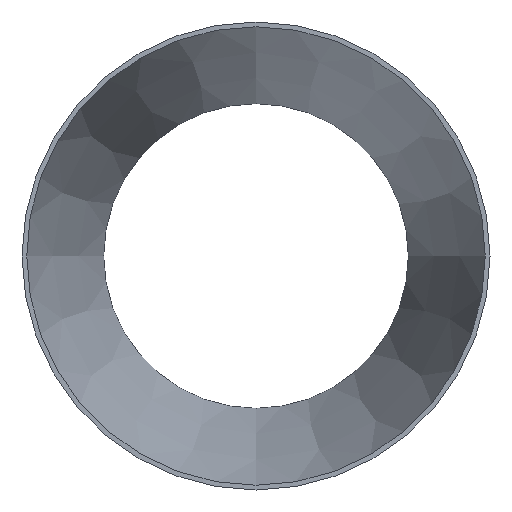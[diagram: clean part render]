
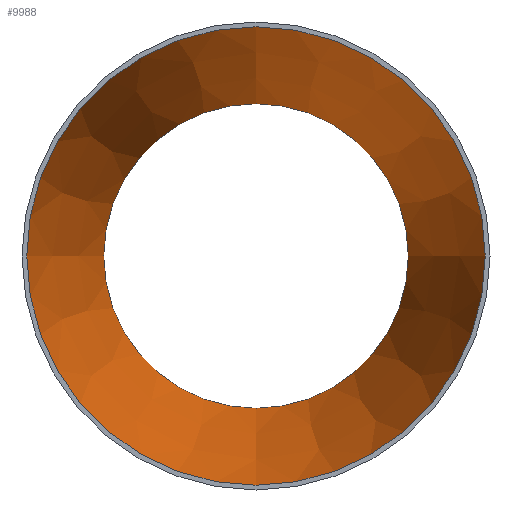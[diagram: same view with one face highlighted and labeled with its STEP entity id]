
A CAD part, front view. The second image highlights one B-rep face of the part: STEP entity #9988.
In plain terms, the highlighted conical face has half-angle 13.837 degrees and reference radius 148.91 mm.
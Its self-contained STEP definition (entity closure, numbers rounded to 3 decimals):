
#483 = AXIS2_PLACEMENT_3D ( 'NONE', #22128, #25098, #13141 ) ;
#908 = ORIENTED_EDGE ( 'NONE', *, *, #15418, .F. ) ;
#1779 = FACE_BOUND ( 'NONE', #20879, .T. ) ;
#4215 = VERTEX_POINT ( 'NONE', #12788 ) ;
#5699 = DIRECTION ( 'NONE',  ( 0., 0., -1. ) ) ;
#9988 = ADVANCED_FACE ( 'NONE', ( #1779, #24353 ), #34420, .F. ) ;
#12788 = CARTESIAN_POINT ( 'NONE',  ( 0., 0., -148.91 ) ) ;
#12966 = CARTESIAN_POINT ( 'NONE',  ( 0., 203., -98.91 ) ) ;
#13141 = DIRECTION ( 'NONE',  ( 0., 0., -1. ) ) ;
#13908 = CARTESIAN_POINT ( 'NONE',  ( 0., 203., 0. ) ) ;
#14231 = EDGE_LOOP ( 'NONE', ( #34318 ) ) ;
#15418 = EDGE_CURVE ( 'NONE', #32918, #32918, #18839, .T. ) ;
#16821 = AXIS2_PLACEMENT_3D ( 'NONE', #20701, #31876, #32053 ) ;
#18839 = CIRCLE ( 'NONE', #29561, 98.91 ) ;
#20701 = CARTESIAN_POINT ( 'NONE',  ( 0., 0., 0. ) ) ;
#20879 = EDGE_LOOP ( 'NONE', ( #908 ) ) ;
#22128 = CARTESIAN_POINT ( 'NONE',  ( 0., 0., 0. ) ) ;
#22510 = DIRECTION ( 'NONE',  ( 0., -1., 0. ) ) ;
#23888 = EDGE_CURVE ( 'NONE', #4215, #4215, #33521, .T. ) ;
#24353 = FACE_OUTER_BOUND ( 'NONE', #14231, .T. ) ;
#25098 = DIRECTION ( 'NONE',  ( 0., -1., 0. ) ) ;
#29561 = AXIS2_PLACEMENT_3D ( 'NONE', #13908, #22510, #5699 ) ;
#31876 = DIRECTION ( 'NONE',  ( 0., -1., 0. ) ) ;
#32053 = DIRECTION ( 'NONE',  ( 0., 0., -1. ) ) ;
#32918 = VERTEX_POINT ( 'NONE', #12966 ) ;
#33521 = CIRCLE ( 'NONE', #16821, 148.91 ) ;
#34318 = ORIENTED_EDGE ( 'NONE', *, *, #23888, .T. ) ;
#34420 = CONICAL_SURFACE ( 'NONE', #483, 148.91, 0.241 ) ;
